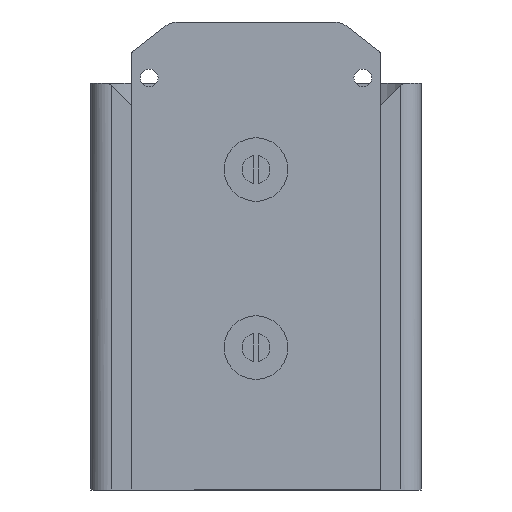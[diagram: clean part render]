
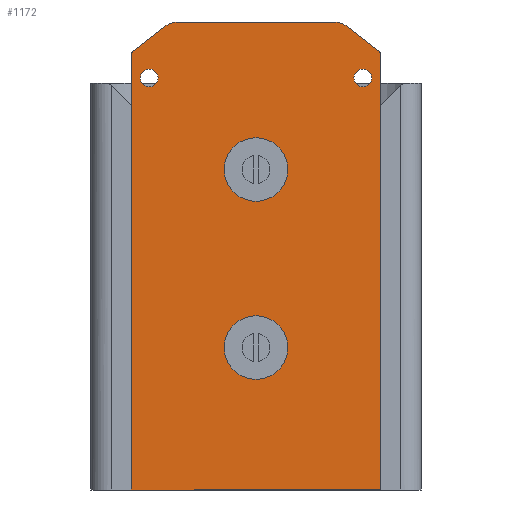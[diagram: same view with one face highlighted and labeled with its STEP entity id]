
A CAD part, front view. The second image highlights one B-rep face of the part: STEP entity #1172.
In plain terms, the highlighted planar face has unit normal (0, -1, 0).
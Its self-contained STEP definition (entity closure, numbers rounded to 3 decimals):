
#101=CIRCLE('',#1284,2.);
#103=CIRCLE('',#1288,10.);
#105=CIRCLE('',#1292,10.);
#107=CIRCLE('',#1296,2.);
#108=CIRCLE('',#1299,3.5);
#110=CIRCLE('',#1302,3.5);
#112=CIRCLE('',#1305,12.5);
#113=CIRCLE('',#1306,12.5);
#350=ORIENTED_EDGE('',*,*,#582,.F.);
#351=ORIENTED_EDGE('',*,*,#583,.F.);
#352=ORIENTED_EDGE('',*,*,#580,.T.);
#353=ORIENTED_EDGE('',*,*,#578,.T.);
#354=ORIENTED_EDGE('',*,*,#552,.F.);
#355=ORIENTED_EDGE('',*,*,#523,.F.);
#356=ORIENTED_EDGE('',*,*,#577,.F.);
#357=ORIENTED_EDGE('',*,*,#574,.F.);
#358=ORIENTED_EDGE('',*,*,#571,.F.);
#359=ORIENTED_EDGE('',*,*,#568,.F.);
#360=ORIENTED_EDGE('',*,*,#565,.F.);
#361=ORIENTED_EDGE('',*,*,#562,.F.);
#362=ORIENTED_EDGE('',*,*,#559,.F.);
#363=ORIENTED_EDGE('',*,*,#556,.F.);
#523=EDGE_CURVE('',#664,#665,#753,.T.);
#552=EDGE_CURVE('',#665,#678,#778,.T.);
#556=EDGE_CURVE('',#678,#681,#101,.T.);
#559=EDGE_CURVE('',#681,#683,#783,.T.);
#562=EDGE_CURVE('',#683,#685,#103,.T.);
#565=EDGE_CURVE('',#685,#687,#787,.T.);
#568=EDGE_CURVE('',#687,#689,#105,.T.);
#571=EDGE_CURVE('',#689,#691,#791,.T.);
#574=EDGE_CURVE('',#691,#693,#107,.T.);
#577=EDGE_CURVE('',#693,#664,#795,.T.);
#578=EDGE_CURVE('',#694,#694,#108,.T.);
#580=EDGE_CURVE('',#696,#696,#110,.T.);
#582=EDGE_CURVE('',#698,#698,#112,.T.);
#583=EDGE_CURVE('',#699,#699,#113,.T.);
#664=VERTEX_POINT('',#1890);
#665=VERTEX_POINT('',#1892);
#678=VERTEX_POINT('',#1949);
#681=VERTEX_POINT('',#1957);
#683=VERTEX_POINT('',#1963);
#685=VERTEX_POINT('',#1969);
#687=VERTEX_POINT('',#1975);
#689=VERTEX_POINT('',#1981);
#691=VERTEX_POINT('',#1987);
#693=VERTEX_POINT('',#1993);
#694=VERTEX_POINT('',#2000);
#696=VERTEX_POINT('',#2005);
#698=VERTEX_POINT('',#2010);
#699=VERTEX_POINT('',#2012);
#753=LINE('',#1891,#841);
#778=LINE('',#1948,#866);
#783=LINE('',#1962,#871);
#787=LINE('',#1974,#875);
#791=LINE('',#1986,#879);
#795=LINE('',#1997,#883);
#841=VECTOR('',#1495,1000.);
#866=VECTOR('',#1558,1000.);
#871=VECTOR('',#1571,1000.);
#875=VECTOR('',#1583,1000.);
#879=VECTOR('',#1595,1000.);
#883=VECTOR('',#1607,1000.);
#942=EDGE_LOOP('',(#350));
#943=EDGE_LOOP('',(#351));
#944=EDGE_LOOP('',(#352));
#945=EDGE_LOOP('',(#353));
#946=EDGE_LOOP('',(#354,#355,#356,#357,#358,#359,#360,#361,#362,#363));
#1042=FACE_BOUND('',#942,.T.);
#1043=FACE_BOUND('',#943,.T.);
#1044=FACE_BOUND('',#944,.T.);
#1045=FACE_BOUND('',#945,.T.);
#1046=FACE_BOUND('',#946,.T.);
#1113=PLANE('',#1304);
#1172=ADVANCED_FACE('',(#1042,#1043,#1044,#1045,#1046),#1113,.F.);
#1284=AXIS2_PLACEMENT_3D('',#1956,#1565,#1566);
#1288=AXIS2_PLACEMENT_3D('',#1968,#1577,#1578);
#1292=AXIS2_PLACEMENT_3D('',#1980,#1589,#1590);
#1296=AXIS2_PLACEMENT_3D('',#1992,#1601,#1602);
#1299=AXIS2_PLACEMENT_3D('',#1999,#1610,#1611);
#1302=AXIS2_PLACEMENT_3D('',#2004,#1616,#1617);
#1304=AXIS2_PLACEMENT_3D('',#2008,#1620,#1621);
#1305=AXIS2_PLACEMENT_3D('',#2009,#1622,#1623);
#1306=AXIS2_PLACEMENT_3D('',#2011,#1624,#1625);
#1495=DIRECTION('',(-1.,0.,0.));
#1558=DIRECTION('',(0.,0.,1.));
#1565=DIRECTION('',(0.,1.,0.));
#1566=DIRECTION('',(1.,0.,0.));
#1571=DIRECTION('',(0.788,0.,0.616));
#1577=DIRECTION('',(0.,1.,0.));
#1578=DIRECTION('',(1.,0.,0.));
#1583=DIRECTION('',(1.,0.,0.));
#1589=DIRECTION('',(0.,1.,0.));
#1590=DIRECTION('',(1.,0.,0.));
#1595=DIRECTION('',(0.788,0.,-0.616));
#1601=DIRECTION('',(0.,1.,0.));
#1602=DIRECTION('',(1.,0.,0.));
#1607=DIRECTION('',(0.,0.,-1.));
#1610=DIRECTION('',(0.,1.,0.));
#1611=DIRECTION('',(1.,0.,0.));
#1616=DIRECTION('',(0.,1.,0.));
#1617=DIRECTION('',(1.,0.,0.));
#1620=DIRECTION('',(0.,1.,0.));
#1621=DIRECTION('',(0.,0.,1.));
#1622=DIRECTION('',(0.,-1.,0.));
#1623=DIRECTION('',(0.,0.,-1.));
#1624=DIRECTION('',(0.,-1.,0.));
#1625=DIRECTION('',(0.,0.,-1.));
#1890=CARTESIAN_POINT('',(49.,-6.,0.));
#1891=CARTESIAN_POINT('',(49.,-6.,0.));
#1892=CARTESIAN_POINT('',(-49.,-6.,0.));
#1948=CARTESIAN_POINT('',(-49.,-6.,0.));
#1949=CARTESIAN_POINT('',(-49.,-6.,171.025));
#1956=CARTESIAN_POINT('',(-47.,-6.,171.025));
#1957=CARTESIAN_POINT('',(-48.231,-6.,172.601));
#1962=CARTESIAN_POINT('',(-48.231,-6.,172.601));
#1963=CARTESIAN_POINT('',(-36.354,-6.,181.88));
#1968=CARTESIAN_POINT('',(-30.197,-6.,174.));
#1969=CARTESIAN_POINT('',(-30.197,-6.,184.));
#1974=CARTESIAN_POINT('',(-30.197,-6.,184.));
#1975=CARTESIAN_POINT('',(30.197,-6.,184.));
#1980=CARTESIAN_POINT('',(30.197,-6.,174.));
#1981=CARTESIAN_POINT('',(36.354,-6.,181.88));
#1986=CARTESIAN_POINT('',(36.354,-6.,181.88));
#1987=CARTESIAN_POINT('',(48.231,-6.,172.601));
#1992=CARTESIAN_POINT('',(47.,-6.,171.025));
#1993=CARTESIAN_POINT('',(49.,-6.,171.025));
#1997=CARTESIAN_POINT('',(49.,-6.,171.025));
#1999=CARTESIAN_POINT('',(42.,-6.,162.));
#2000=CARTESIAN_POINT('',(45.5,-6.,162.));
#2004=CARTESIAN_POINT('',(-42.,-6.,162.));
#2005=CARTESIAN_POINT('',(-38.5,-6.,162.));
#2008=CARTESIAN_POINT('',(-47.,-6.,171.025));
#2009=CARTESIAN_POINT('',(0.,-6.,56.));
#2010=CARTESIAN_POINT('',(0.,-6.,43.5));
#2011=CARTESIAN_POINT('',(0.,-6.,126.));
#2012=CARTESIAN_POINT('',(0.,-6.,113.5));
